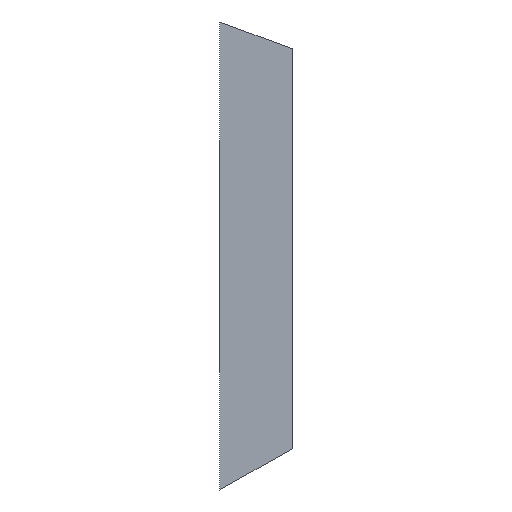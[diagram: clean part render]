
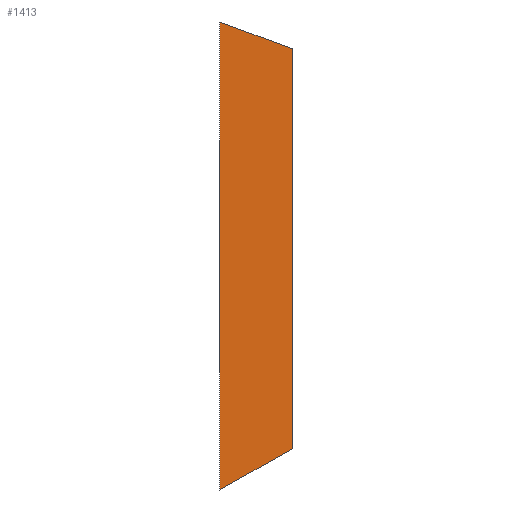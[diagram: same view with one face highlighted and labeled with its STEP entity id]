
A CAD part, front view. The second image highlights one B-rep face of the part: STEP entity #1413.
In plain terms, the highlighted planar face has unit normal (0, -1, 0).
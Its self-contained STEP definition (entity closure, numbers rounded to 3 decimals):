
#224=VERTEX_POINT('',#2116);
#225=VERTEX_POINT('',#2117);
#228=VERTEX_POINT('',#2125);
#230=VERTEX_POINT('',#2131);
#412=VECTOR('',#1732,1.);
#416=VECTOR('',#1737,1.);
#419=VECTOR('',#1741,1.);
#422=VECTOR('',#1745,1.);
#604=LINE('',#2115,#412);
#608=LINE('',#2124,#416);
#611=LINE('',#2130,#419);
#614=LINE('',#2136,#422);
#796=EDGE_CURVE('',#224,#225,#604,.T.);
#800=EDGE_CURVE('',#225,#228,#608,.T.);
#803=EDGE_CURVE('',#228,#230,#611,.T.);
#806=EDGE_CURVE('',#230,#224,#614,.T.);
#1184=ORIENTED_EDGE('',*,*,#796,.F.);
#1185=ORIENTED_EDGE('',*,*,#806,.F.);
#1186=ORIENTED_EDGE('',*,*,#803,.F.);
#1187=ORIENTED_EDGE('',*,*,#800,.F.);
#1266=EDGE_LOOP('',(#1184,#1185,#1186,#1187));
#1342=FACE_BOUND('',#1266,.T.);
#1413=ADVANCED_FACE('',(#1342),#2209,.F.);
#1484=AXIS2_PLACEMENT_3D('',#2138,#1747,$);
#1732=DIRECTION('',(0.,0.,-1.));
#1737=DIRECTION('',(-0.868,0.,-0.497));
#1741=DIRECTION('',(0.,0.,1.));
#1745=DIRECTION('',(0.937,0.,-0.348));
#1747=DIRECTION('',(0.,1.,0.));
#2115=CARTESIAN_POINT('',(8.,-34.,70.819));
#2116=CARTESIAN_POINT('',(8.,-34.,70.819));
#2117=CARTESIAN_POINT('',(8.,-34.,59.719));
#2124=CARTESIAN_POINT('',(8.,-34.,59.719));
#2125=CARTESIAN_POINT('',(6.,-34.,58.575));
#2130=CARTESIAN_POINT('',(6.,-34.,58.575));
#2131=CARTESIAN_POINT('',(6.,-34.,71.562));
#2136=CARTESIAN_POINT('',(6.,-34.,71.562));
#2138=CARTESIAN_POINT('',(6.934,-34.,65.126));
#2209=PLANE('',#1484);
